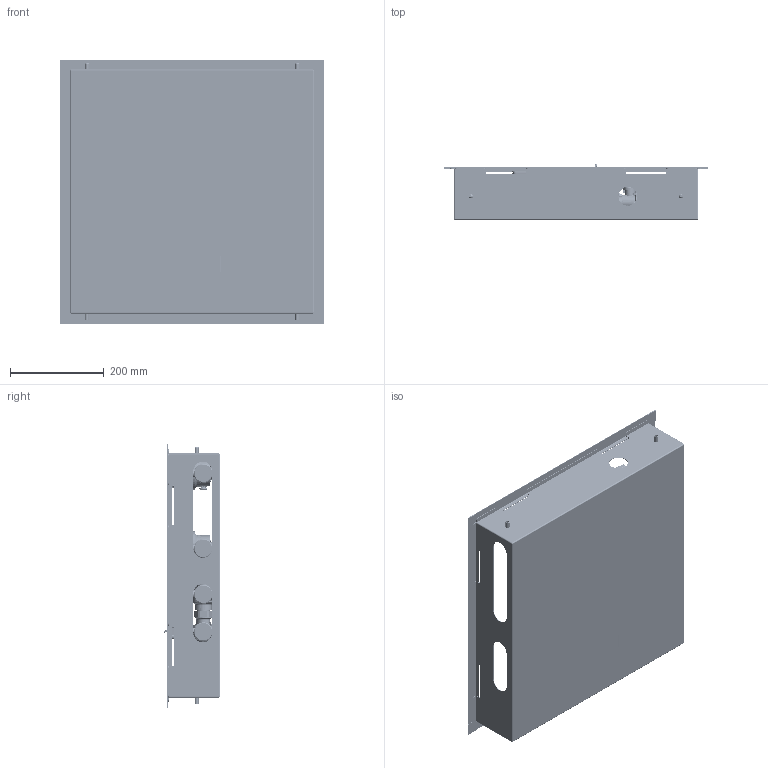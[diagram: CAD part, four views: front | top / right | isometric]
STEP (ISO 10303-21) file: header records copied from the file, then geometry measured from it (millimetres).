
FILE_DESCRIPTION (( 'STEP AP214' ), '1' );
FILE_NAME ('DCH-DCE2XXX.STEP', '2022-09-14T11:13:15', ( '' ), ( '' ), 'SwSTEP 2.0', 'SolidWorks 2021', '' );
FILE_SCHEMA (( 'AUTOMOTIVE_DESIGN' ));
Length unit declared in the file: millimetre
Products named in the file (15): Supercal 531_defeature; 210100STR_defeature; WMT20-20AF; Piastra_defeature; WMT15-15SL; 3427770052_BIM; 3427770042_defeature; 3420000342_defeature; Assieme 10C_defeature; 3427770052_valv_defeature; Rami Sanitari_2R; 3260056703_defeature; 3427770045_BIM_2R; Energia; DCH-DCE2XXX
Assembly tree (19 placements, depth 4):
  DCH-DCE2XXX
    3260056703_defeature
    Energia
      3427770042_defeature
      3427770052_BIM
        3427770052_valv_defeature
        Assieme 10C_defeature
        WMT15-15SL
    Rami Sanitari_2R
      3427770045_BIM_2R
        Piastra_defeature
        210100STR_defeature  x4
        3420000342_defeature  x2
      WMT20-20AF  x2
    Supercal 531_defeature
Bounding box: 564 x 120.11 x 564 mm (x, y, z)
Volume: 2828527.2 mm3; surface area: 1889195.2 mm2
Topology: 40 solids, 49 shells, 7777 faces, 19693 edges, 12080 vertices
Faces by surface type: plane 2767, bspline 1747, cylinder 1724, cone 779, torus 542, sphere 218
Entity records: 325099 total; most frequent: CARTESIAN_POINT 111234, ORIENTED_EDGE 32911, DIRECTION 26956, EDGE_CURVE 16472, VERTEX_POINT 10276, AXIS2_PLACEMENT_3D 10050, EDGE_LOOP 6890, VECTOR 6856
